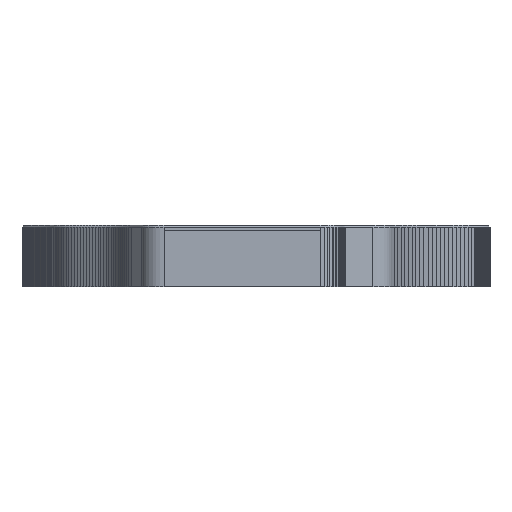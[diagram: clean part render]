
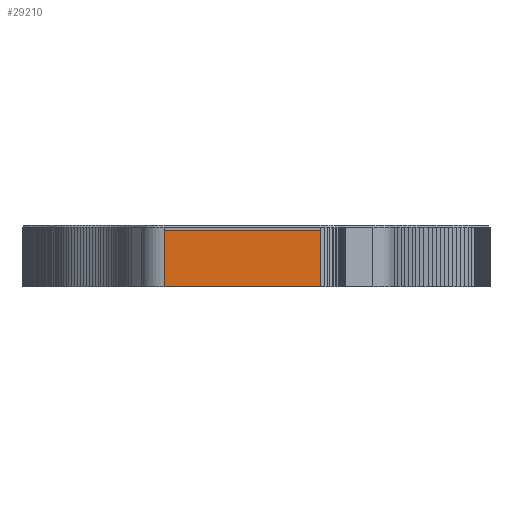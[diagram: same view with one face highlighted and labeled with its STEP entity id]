
A CAD part, left-side view. The second image highlights one B-rep face of the part: STEP entity #29210.
In plain terms, the highlighted planar face has unit normal (-1, 0, 0).
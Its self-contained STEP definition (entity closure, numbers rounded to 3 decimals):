
#1297=PLANE('',#30878);
#2845=FACE_OUTER_BOUND('',#4472,.T.);
#4472=EDGE_LOOP('',(#25780,#25781,#25782,#25783));
#5971=LINE('',#40871,#10005);
#5974=LINE('',#40876,#10008);
#5976=LINE('',#40882,#10010);
#8200=LINE('',#45523,#12234);
#10005=VECTOR('',#33086,10.);
#10008=VECTOR('',#33091,10.);
#10010=VECTOR('',#33097,10.);
#12234=VECTOR('',#37145,10.);
#13774=VERTEX_POINT('',#40868);
#13775=VERTEX_POINT('',#40870);
#13776=VERTEX_POINT('',#40874);
#13778=VERTEX_POINT('',#40880);
#16733=EDGE_CURVE('',#13774,#13775,#5971,.T.);
#16736=EDGE_CURVE('',#13774,#13776,#5974,.T.);
#16739=EDGE_CURVE('',#13776,#13778,#5976,.T.);
#19058=EDGE_CURVE('',#13778,#13775,#8200,.F.);
#25780=ORIENTED_EDGE('',*,*,#16736,.T.);
#25781=ORIENTED_EDGE('',*,*,#16739,.T.);
#25782=ORIENTED_EDGE('',*,*,#19058,.T.);
#25783=ORIENTED_EDGE('',*,*,#16733,.F.);
#29210=ADVANCED_FACE('',(#2845),#1297,.T.);
#30878=AXIS2_PLACEMENT_3D('',#45522,#37143,#37144);
#33086=DIRECTION('',(0.,0.,-1.));
#33091=DIRECTION('',(0.,1.,0.));
#33097=DIRECTION('',(0.,0.,-1.));
#37143=DIRECTION('center_axis',(-1.,0.,0.));
#37144=DIRECTION('ref_axis',(0.,1.,0.));
#37145=DIRECTION('',(0.,1.,0.));
#40868=CARTESIAN_POINT('',(-76.929,-26.106,3.235));
#40870=CARTESIAN_POINT('',(-76.929,-26.106,-9.3));
#40871=CARTESIAN_POINT('',(-76.929,-26.106,4.435));
#40874=CARTESIAN_POINT('',(-76.929,8.794,3.235));
#40876=CARTESIAN_POINT('',(-76.929,-1.489,3.235));
#40880=CARTESIAN_POINT('',(-76.929,8.794,-9.3));
#40882=CARTESIAN_POINT('',(-76.929,8.794,4.435));
#45522=CARTESIAN_POINT('Origin',(-76.929,-26.106,4.435));
#45523=CARTESIAN_POINT('',(-76.929,-18.939,-9.3));
